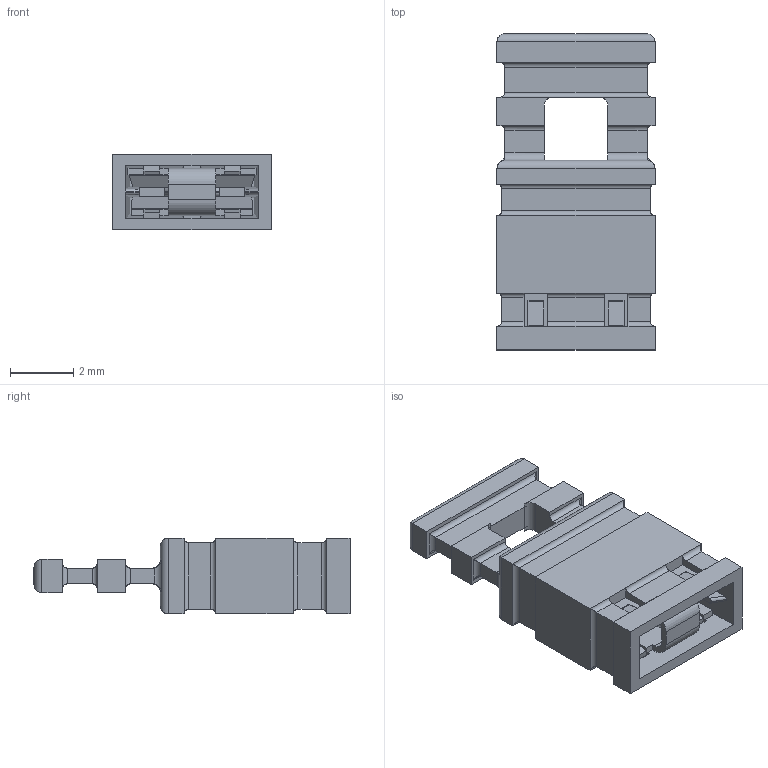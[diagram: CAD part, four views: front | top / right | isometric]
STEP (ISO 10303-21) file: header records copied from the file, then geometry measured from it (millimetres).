
FILE_DESCRIPTION((''),'2;1');
FILE_NAME('M7684-87_ASM','2014-06-23T',('wbourne'),(''),'PRO/ENGINEER BY PARAMETRIC TECHNOLOGY CORPORATION, 2012230','PRO/ENGINEER BY PARAMETRIC TECHNOLOGY CORPORATION, 2012230','');
FILE_SCHEMA(('CONFIG_CONTROL_DESIGN'));
Length unit declared in the file: millimetre
Products named in the file (3): M20-13000XX; M20-02300XX; M7684-87_ASM
Assembly tree (2 placements, depth 2):
  M7684-87_ASM
    M20-13000XX
    M20-02300XX
Bounding box: 5 x 10 x 2.4 mm (x, y, z)
Volume: 53.6 mm3; surface area: 309 mm2
Topology: 2 solids, 2 shells, 316 faces, 842 edges, 526 vertices
Faces by surface type: plane 206, cylinder 102, bspline 4, torus 4
Entity records: 12928 total; most frequent: CARTESIAN_POINT 2463, ORIENTED_EDGE 1684, DIRECTION 1462, PRESENTATION_STYLE_ASSIGNMENT 856, STYLED_ITEM 844, CURVE_STYLE 842, EDGE_CURVE 842, VECTOR 660
